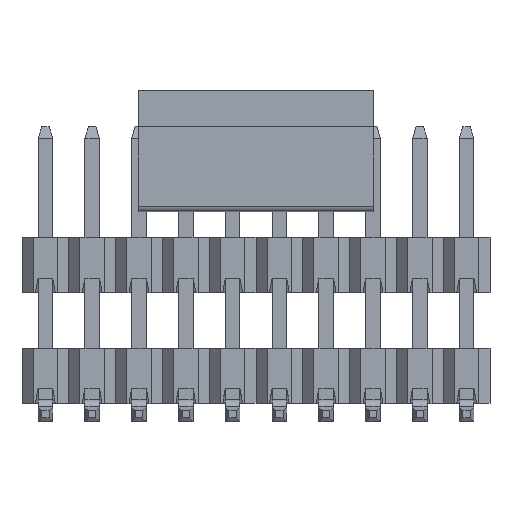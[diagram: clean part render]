
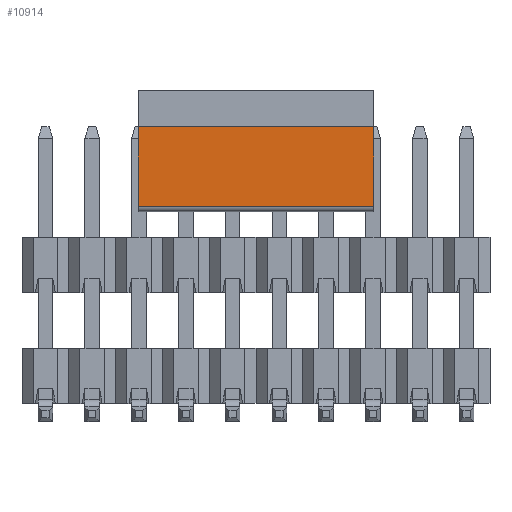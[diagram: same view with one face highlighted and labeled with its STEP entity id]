
A CAD part, top view. The second image highlights one B-rep face of the part: STEP entity #10914.
In plain terms, the highlighted planar face has unit normal (0, 0, 1).
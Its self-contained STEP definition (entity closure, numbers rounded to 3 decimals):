
#9927=CARTESIAN_POINT('',(2.515,5.35,1.7));
#9928=VERTEX_POINT('',#9927);
#9936=CARTESIAN_POINT('',(2.515,7.5,1.7));
#9937=VERTEX_POINT('',#9936);
#9938=CARTESIAN_POINT('',(2.515,5.35,1.7));
#9939=DIRECTION('',(0.,1.,0.));
#9940=VECTOR('',#9939,2.15);
#9941=LINE('',#9938,#9940);
#9942=EDGE_CURVE('',#9928,#9937,#9941,.T.);
#10378=CARTESIAN_POINT('',(8.915,7.5,1.7));
#10379=VERTEX_POINT('',#10378);
#10386=CARTESIAN_POINT('',(8.915,5.35,1.7));
#10387=VERTEX_POINT('',#10386);
#10388=CARTESIAN_POINT('',(8.915,7.5,1.7));
#10389=DIRECTION('',(0.,-1.,0.));
#10390=VECTOR('',#10389,2.15);
#10391=LINE('',#10388,#10390);
#10392=EDGE_CURVE('',#10379,#10387,#10391,.T.);
#10888=CARTESIAN_POINT('',(8.915,5.35,1.7));
#10889=DIRECTION('',(-1.,0.,0.));
#10890=VECTOR('',#10889,6.4);
#10891=LINE('',#10888,#10890);
#10892=EDGE_CURVE('',#10387,#9928,#10891,.T.);
#10898=CARTESIAN_POINT('',(2.515,7.5,1.7));
#10899=DIRECTION('',(0.,-1.,0.));
#10900=DIRECTION('',(-0.,0.,1.));
#10901=AXIS2_PLACEMENT_3D('',#10898,#10900,#10899);
#10902=PLANE('',#10901);
#10903=ORIENTED_EDGE('',*,*,#10392,.F.);
#10904=CARTESIAN_POINT('',(8.915,7.5,1.7));
#10905=DIRECTION('',(-1.,0.,0.));
#10906=VECTOR('',#10905,6.4);
#10907=LINE('',#10904,#10906);
#10908=EDGE_CURVE('',#10379,#9937,#10907,.T.);
#10909=ORIENTED_EDGE('',*,*,#10908,.T.);
#10910=ORIENTED_EDGE('',*,*,#9942,.F.);
#10911=ORIENTED_EDGE('',*,*,#10892,.F.);
#10912=EDGE_LOOP('',(#10903,#10909,#10910,#10911));
#10913=FACE_OUTER_BOUND('',#10912,.T.);
#10914=ADVANCED_FACE('',(#10913),#10902,.T.);
